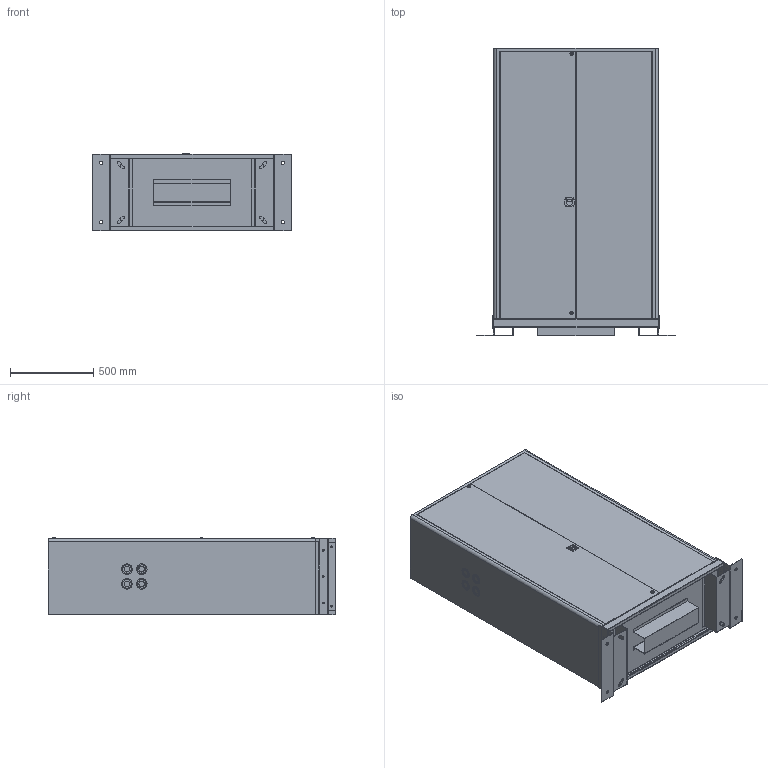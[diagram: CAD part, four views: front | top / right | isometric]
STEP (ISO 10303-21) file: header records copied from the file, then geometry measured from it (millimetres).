
FILE_DESCRIPTION (( 'STEP AP214' ), '1' );
FILE_NAME ('BattC-SM.STEP', '2025-09-12T20:49:55', ( '' ), ( '' ), 'SwSTEP 2.0', 'SolidWorks 2016', '' );
FILE_SCHEMA (( 'AUTOMOTIVE_DESIGN' ));
Length unit declared in the file: inch
Products named in the file (7): Base39C; WR Lock01; BattC-SM; Battery39C Item 1; 5088-025; Battery39C; WR Pull Handle
Assembly tree (8 placements, depth 3):
  BattC-SM
    Battery39C
      Base39C
      Battery39C Item 1
      WR Lock01  x2
      WR Pull Handle
    5088-025  x2
Bounding box: 1193.8 x 1727.2 x 463.59 mm (x, y, z)
Volume: 739347808.7 mm3; surface area: 8378310.6 mm2
Topology: 14 solids, 14 shells, 465 faces, 1008 edges, 634 vertices
Faces by surface type: plane 246, cylinder 209, bspline 6, cone 4
Entity records: 11957 total; most frequent: DIRECTION 2122, CARTESIAN_POINT 2105, ORIENTED_EDGE 1806, EDGE_CURVE 903, AXIS2_PLACEMENT_3D 807, VERTEX_POINT 572, LINE 508, VECTOR 508
